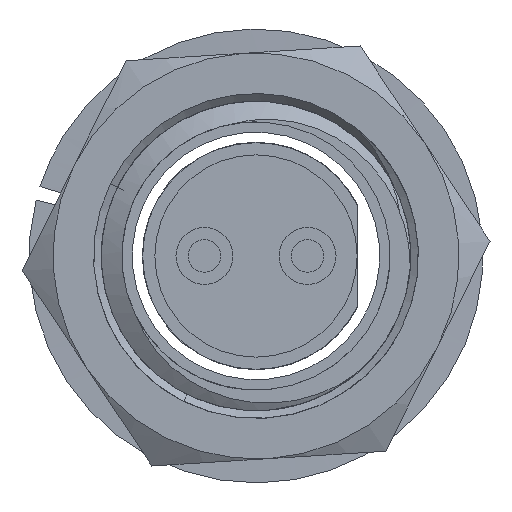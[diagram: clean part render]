
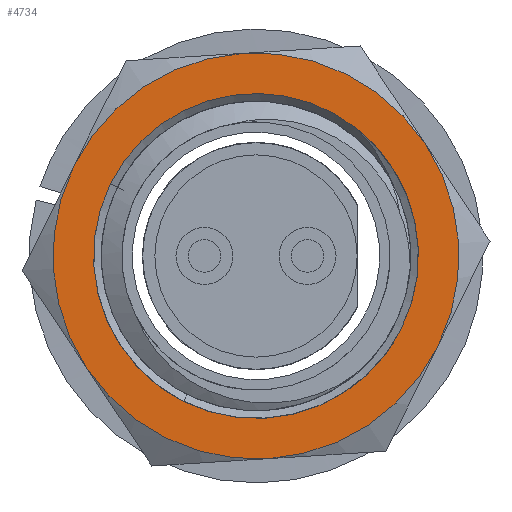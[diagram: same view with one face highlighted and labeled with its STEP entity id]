
A CAD part, front view. The second image highlights one B-rep face of the part: STEP entity #4734.
In plain terms, the highlighted face is planar.
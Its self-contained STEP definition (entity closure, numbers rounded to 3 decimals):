
#67 = VERTEX_POINT ( 'NONE', #251 ) ;
#172 = VERTEX_POINT ( 'NONE', #2465 ) ;
#186 = FACE_OUTER_BOUND ( 'NONE', #1046, .T. ) ;
#208 = CARTESIAN_POINT ( 'NONE',  ( 0., 0., 1.23 ) ) ;
#251 = CARTESIAN_POINT ( 'NONE',  ( -4., 0., 1.23 ) ) ;
#267 = AXIS2_PLACEMENT_3D ( 'NONE', #4510, #4334, #7021 ) ;
#286 = DIRECTION ( 'NONE',  ( 0., 0., 1. ) ) ;
#490 = DIRECTION ( 'NONE',  ( 0., 0., 1. ) ) ;
#496 = DIRECTION ( 'NONE',  ( -1., 0., 0. ) ) ;
#662 = VERTEX_POINT ( 'NONE', #1467 ) ;
#781 = DIRECTION ( 'NONE',  ( 1., 0., 0. ) ) ;
#1046 = EDGE_LOOP ( 'NONE', ( #1767, #5446, #4028, #3923, #4660, #4811 ) ) ;
#1152 = VERTEX_POINT ( 'NONE', #5591 ) ;
#1178 = CIRCLE ( 'NONE', #5625, 5. ) ;
#1201 = DIRECTION ( 'NONE',  ( 0., 0., -1. ) ) ;
#1249 = VERTEX_POINT ( 'NONE', #5739 ) ;
#1282 = CIRCLE ( 'NONE', #4716, 4. ) ;
#1304 = DIRECTION ( 'NONE',  ( 0., 0., 1. ) ) ;
#1381 = CARTESIAN_POINT ( 'NONE',  ( -2.5, 4.33, 1.23 ) ) ;
#1402 = AXIS2_PLACEMENT_3D ( 'NONE', #208, #1304, #5226 ) ;
#1467 = CARTESIAN_POINT ( 'NONE',  ( 4., 0., 1.23 ) ) ;
#1702 = CARTESIAN_POINT ( 'NONE',  ( 0., 0., 1.23 ) ) ;
#1704 = EDGE_CURVE ( 'NONE', #4381, #2612, #6751, .T. ) ;
#1767 = ORIENTED_EDGE ( 'NONE', *, *, #5680, .T. ) ;
#1838 = VERTEX_POINT ( 'NONE', #2699 ) ;
#1846 = DIRECTION ( 'NONE',  ( 1., 0., 0. ) ) ;
#1877 = EDGE_CURVE ( 'NONE', #4431, #2099, #2999, .T. ) ;
#1976 = CIRCLE ( 'NONE', #5061, 4. ) ;
#2099 = VERTEX_POINT ( 'NONE', #2452 ) ;
#2190 = CARTESIAN_POINT ( 'NONE',  ( 0., 0., 1.23 ) ) ;
#2191 = CIRCLE ( 'NONE', #4354, 5. ) ;
#2192 = AXIS2_PLACEMENT_3D ( 'NONE', #2190, #5334, #5438 ) ;
#2357 = CARTESIAN_POINT ( 'NONE',  ( -5., 2.887, 1.23 ) ) ;
#2415 = DIRECTION ( 'NONE',  ( 1., 0., 0. ) ) ;
#2452 = CARTESIAN_POINT ( 'NONE',  ( 2.5, -4.33, 1.23 ) ) ;
#2465 = CARTESIAN_POINT ( 'NONE',  ( 0., -4., 1.23 ) ) ;
#2507 = CARTESIAN_POINT ( 'NONE',  ( 2.5, 4.33, 1.23 ) ) ;
#2557 = CIRCLE ( 'NONE', #1402, 4. ) ;
#2612 = VERTEX_POINT ( 'NONE', #1381 ) ;
#2645 = DIRECTION ( 'NONE',  ( 1., 0., 0. ) ) ;
#2699 = CARTESIAN_POINT ( 'NONE',  ( 0.814, 3.916, 1.23 ) ) ;
#2760 = AXIS2_PLACEMENT_3D ( 'NONE', #6912, #6875, #2415 ) ;
#2789 = CARTESIAN_POINT ( 'NONE',  ( -2.5, -4.33, 1.23 ) ) ;
#2878 = AXIS2_PLACEMENT_3D ( 'NONE', #2357, #4000, #1846 ) ;
#2909 = EDGE_LOOP ( 'NONE', ( #6366, #4111, #3256, #3162 ) ) ;
#2999 = CIRCLE ( 'NONE', #2192, 5. ) ;
#3162 = ORIENTED_EDGE ( 'NONE', *, *, #4369, .F. ) ;
#3256 = ORIENTED_EDGE ( 'NONE', *, *, #4503, .T. ) ;
#3343 = CIRCLE ( 'NONE', #267, 5. ) ;
#3593 = AXIS2_PLACEMENT_3D ( 'NONE', #5856, #5247, #2645 ) ;
#3792 = CIRCLE ( 'NONE', #3593, 5. ) ;
#3923 = ORIENTED_EDGE ( 'NONE', *, *, #4260, .T. ) ;
#3927 = AXIS2_PLACEMENT_3D ( 'NONE', #1702, #4456, #4313 ) ;
#3983 = EDGE_CURVE ( 'NONE', #1838, #67, #2557, .T. ) ;
#4000 = DIRECTION ( 'NONE',  ( 0., 0., 1. ) ) ;
#4028 = ORIENTED_EDGE ( 'NONE', *, *, #1704, .T. ) ;
#4111 = ORIENTED_EDGE ( 'NONE', *, *, #6428, .T. ) ;
#4260 = EDGE_CURVE ( 'NONE', #2612, #1152, #3792, .T. ) ;
#4313 = DIRECTION ( 'NONE',  ( -1., 0., 0. ) ) ;
#4334 = DIRECTION ( 'NONE',  ( 0., 0., 1. ) ) ;
#4354 = AXIS2_PLACEMENT_3D ( 'NONE', #5369, #490, #6641 ) ;
#4369 = EDGE_CURVE ( 'NONE', #67, #172, #1976, .T. ) ;
#4381 = VERTEX_POINT ( 'NONE', #2507 ) ;
#4431 = VERTEX_POINT ( 'NONE', #2789 ) ;
#4456 = DIRECTION ( 'NONE',  ( 0., 0., -1. ) ) ;
#4494 = CARTESIAN_POINT ( 'NONE',  ( 0., 0., 1.23 ) ) ;
#4503 = EDGE_CURVE ( 'NONE', #662, #172, #6420, .T. ) ;
#4510 = CARTESIAN_POINT ( 'NONE',  ( 0., 0., 1.23 ) ) ;
#4660 = ORIENTED_EDGE ( 'NONE', *, *, #5072, .T. ) ;
#4716 = AXIS2_PLACEMENT_3D ( 'NONE', #6094, #1201, #496 ) ;
#4734 = ADVANCED_FACE ( 'NONE', ( #5632, #186 ), #6134, .T. ) ;
#4811 = ORIENTED_EDGE ( 'NONE', *, *, #1877, .T. ) ;
#5061 = AXIS2_PLACEMENT_3D ( 'NONE', #6358, #5213, #6386 ) ;
#5072 = EDGE_CURVE ( 'NONE', #1152, #4431, #2191, .T. ) ;
#5213 = DIRECTION ( 'NONE',  ( 0., 0., 1. ) ) ;
#5226 = DIRECTION ( 'NONE',  ( 1., 0., 0. ) ) ;
#5247 = DIRECTION ( 'NONE',  ( 0., 0., 1. ) ) ;
#5334 = DIRECTION ( 'NONE',  ( 0., 0., 1. ) ) ;
#5369 = CARTESIAN_POINT ( 'NONE',  ( 0., 0., 1.23 ) ) ;
#5438 = DIRECTION ( 'NONE',  ( 1., 0., 0. ) ) ;
#5446 = ORIENTED_EDGE ( 'NONE', *, *, #6462, .T. ) ;
#5591 = CARTESIAN_POINT ( 'NONE',  ( -5., 0., 1.23 ) ) ;
#5625 = AXIS2_PLACEMENT_3D ( 'NONE', #4494, #286, #781 ) ;
#5632 = FACE_BOUND ( 'NONE', #2909, .T. ) ;
#5680 = EDGE_CURVE ( 'NONE', #2099, #1249, #3343, .T. ) ;
#5739 = CARTESIAN_POINT ( 'NONE',  ( 5., 0., 1.23 ) ) ;
#5856 = CARTESIAN_POINT ( 'NONE',  ( 0., 0., 1.23 ) ) ;
#6094 = CARTESIAN_POINT ( 'NONE',  ( 0., 0., 1.23 ) ) ;
#6134 = PLANE ( 'NONE',  #2878 ) ;
#6358 = CARTESIAN_POINT ( 'NONE',  ( 0., 0., 1.23 ) ) ;
#6366 = ORIENTED_EDGE ( 'NONE', *, *, #3983, .F. ) ;
#6386 = DIRECTION ( 'NONE',  ( 1., 0., 0. ) ) ;
#6420 = CIRCLE ( 'NONE', #3927, 4. ) ;
#6428 = EDGE_CURVE ( 'NONE', #1838, #662, #1282, .T. ) ;
#6462 = EDGE_CURVE ( 'NONE', #1249, #4381, #1178, .T. ) ;
#6641 = DIRECTION ( 'NONE',  ( 1., 0., 0. ) ) ;
#6751 = CIRCLE ( 'NONE', #2760, 5. ) ;
#6875 = DIRECTION ( 'NONE',  ( 0., 0., 1. ) ) ;
#6912 = CARTESIAN_POINT ( 'NONE',  ( 0., 0., 1.23 ) ) ;
#7021 = DIRECTION ( 'NONE',  ( 1., 0., 0. ) ) ;
